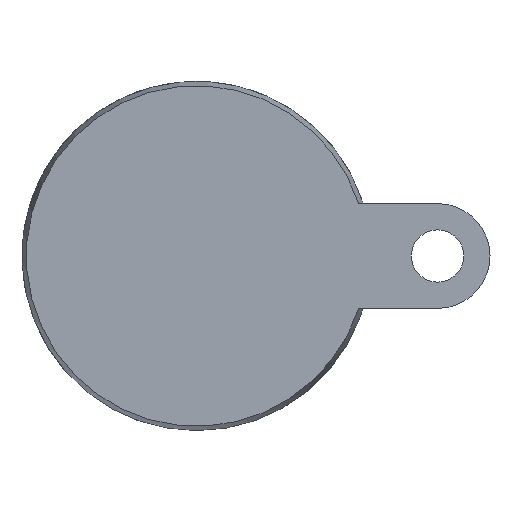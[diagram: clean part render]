
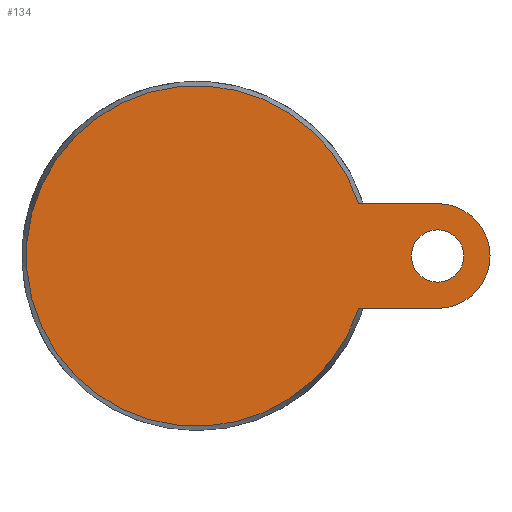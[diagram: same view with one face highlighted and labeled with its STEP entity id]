
A CAD part, front view. The second image highlights one B-rep face of the part: STEP entity #134.
In plain terms, the highlighted planar face has unit normal (0, -1, 0).
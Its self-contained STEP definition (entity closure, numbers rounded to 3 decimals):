
#134 = ADVANCED_FACE( '', ( #290, #291 ), #292, .F. );
#290 = FACE_BOUND( '', #497, .T. );
#291 = FACE_OUTER_BOUND( '', #498, .T. );
#292 = PLANE( '', #499 );
#497 = EDGE_LOOP( '', ( #805 ) );
#498 = EDGE_LOOP( '', ( #806, #807, #808, #809 ) );
#499 = AXIS2_PLACEMENT_3D( '', #810, #811, #812 );
#805 = ORIENTED_EDGE( '', *, *, #1068, .T. );
#806 = ORIENTED_EDGE( '', *, *, #1031, .F. );
#807 = ORIENTED_EDGE( '', *, *, #1019, .T. );
#808 = ORIENTED_EDGE( '', *, *, #1069, .F. );
#809 = ORIENTED_EDGE( '', *, *, #999, .F. );
#810 = CARTESIAN_POINT( '', ( 48.75, 0., 0. ) );
#811 = DIRECTION( '', ( 0., 1., 0. ) );
#812 = DIRECTION( '', ( 0., 0., 1. ) );
#999 = EDGE_CURVE( '', #1178, #1179, #1180, .T. );
#1019 = EDGE_CURVE( '', #1204, #1208, #1210, .T. );
#1031 = EDGE_CURVE( '', #1204, #1178, #1226, .T. );
#1068 = EDGE_CURVE( '', #1273, #1273, #1274, .T. );
#1069 = EDGE_CURVE( '', #1179, #1208, #1275, .T. );
#1178 = VERTEX_POINT( '', #1434 );
#1179 = VERTEX_POINT( '', #1435 );
#1180 = CIRCLE( '', #1436, 15. );
#1204 = VERTEX_POINT( '', #1471 );
#1208 = VERTEX_POINT( '', #1478 );
#1210 = CIRCLE( '', #1483, 48.75 );
#1226 = LINE( '', #1502, #1503 );
#1273 = VERTEX_POINT( '', #1628 );
#1274 = CIRCLE( '', #1629, 7.5 );
#1275 = LINE( '', #1630, #1631 );
#1434 = CARTESIAN_POINT( '', ( 69., 0., 15. ) );
#1435 = CARTESIAN_POINT( '', ( 69., 0., -15. ) );
#1436 = AXIS2_PLACEMENT_3D( '', #1765, #1766, #1767 );
#1471 = CARTESIAN_POINT( '', ( 46.385, 0., 15. ) );
#1478 = CARTESIAN_POINT( '', ( 46.385, 0., -15. ) );
#1483 = AXIS2_PLACEMENT_3D( '', #1785, #1786, #1787 );
#1502 = CARTESIAN_POINT( '', ( 0., 0., 15. ) );
#1503 = VECTOR( '', #1803, 1000. );
#1628 = CARTESIAN_POINT( '', ( 76.5, 0., 0. ) );
#1629 = AXIS2_PLACEMENT_3D( '', #1828, #1829, #1830 );
#1630 = CARTESIAN_POINT( '', ( 69., 0., -15. ) );
#1631 = VECTOR( '', #1831, 1000. );
#1765 = CARTESIAN_POINT( '', ( 69., 0., 0. ) );
#1766 = DIRECTION( '', ( 0., 1., 0. ) );
#1767 = DIRECTION( '', ( 1., 0., 0. ) );
#1785 = CARTESIAN_POINT( '', ( 0., 0., 0. ) );
#1786 = DIRECTION( '', ( 0., -1., 0. ) );
#1787 = DIRECTION( '', ( 0., 0., -1. ) );
#1803 = DIRECTION( '', ( 1., 0., 0. ) );
#1828 = CARTESIAN_POINT( '', ( 69., 0., 0. ) );
#1829 = DIRECTION( '', ( 0., 1., 0. ) );
#1830 = DIRECTION( '', ( 1., 0., 0. ) );
#1831 = DIRECTION( '', ( -1., 0., 0. ) );
